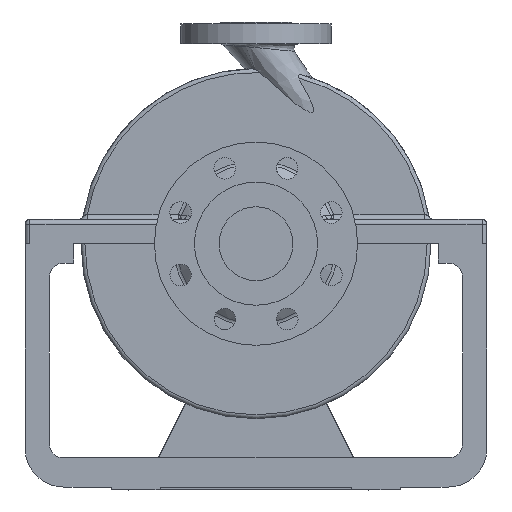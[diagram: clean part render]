
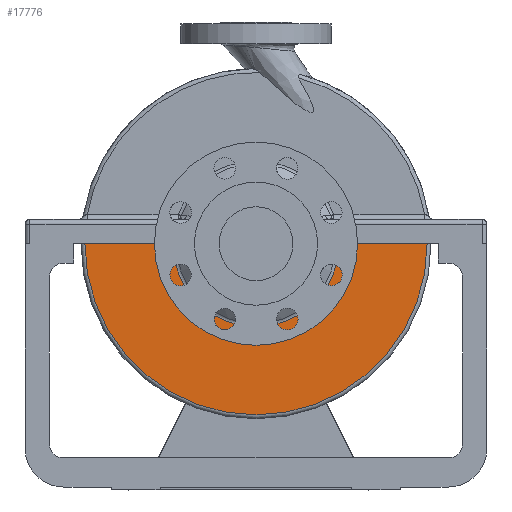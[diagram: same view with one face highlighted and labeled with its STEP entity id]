
A CAD part, front view. The second image highlights one B-rep face of the part: STEP entity #17776.
In plain terms, the highlighted planar face has unit normal (0, -1, 0).
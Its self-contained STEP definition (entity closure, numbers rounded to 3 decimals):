
#1188=CIRCLE('',#18632,85.586);
#1189=CIRCLE('',#18633,176.5);
#1734=ORIENTED_EDGE('',*,*,#5516,.T.);
#1735=ORIENTED_EDGE('',*,*,#5470,.F.);
#1736=ORIENTED_EDGE('',*,*,#5517,.T.);
#1737=ORIENTED_EDGE('',*,*,#5460,.F.);
#5460=EDGE_CURVE('',#7352,#7353,#8501,.T.);
#5470=EDGE_CURVE('',#7362,#7363,#8507,.T.);
#5516=EDGE_CURVE('',#7352,#7363,#1188,.F.);
#5517=EDGE_CURVE('',#7362,#7353,#1189,.T.);
#7352=VERTEX_POINT('',#23185);
#7353=VERTEX_POINT('',#23187);
#7362=VERTEX_POINT('',#23206);
#7363=VERTEX_POINT('',#23208);
#8501=LINE('',#23186,#9284);
#8507=LINE('',#23207,#9290);
#9284=VECTOR('',#19860,1000.);
#9290=VECTOR('',#19876,1000.);
#10099=EDGE_LOOP('',(#1734,#1735,#1736,#1737));
#11000=FACE_BOUND('',#10099,.T.);
#11871=PLANE('',#18631);
#17776=ADVANCED_FACE('',(#11000),#11871,.T.);
#18631=AXIS2_PLACEMENT_3D('',#23600,#19968,#19969);
#18632=AXIS2_PLACEMENT_3D('',#23601,#19970,#19971);
#18633=AXIS2_PLACEMENT_3D('',#23602,#19972,#19973);
#19860=DIRECTION('',(1.,0.,0.));
#19876=DIRECTION('',(1.,0.,0.));
#19968=DIRECTION('',(0.,-1.,0.));
#19969=DIRECTION('',(1.,0.,0.));
#19970=DIRECTION('',(0.,-1.,0.));
#19971=DIRECTION('',(1.,0.,0.));
#19972=DIRECTION('',(0.,-1.,0.));
#19973=DIRECTION('',(1.,0.,0.));
#23185=CARTESIAN_POINT('',(85.586,-24.,0.));
#23186=CARTESIAN_POINT('',(0.,-24.,0.));
#23187=CARTESIAN_POINT('',(176.5,-24.,0.));
#23206=CARTESIAN_POINT('',(-176.5,-24.,0.));
#23207=CARTESIAN_POINT('',(0.,-24.,0.));
#23208=CARTESIAN_POINT('',(-85.586,-24.,0.));
#23600=CARTESIAN_POINT('',(0.,-24.,83.815));
#23601=CARTESIAN_POINT('',(0.,-24.,0.));
#23602=CARTESIAN_POINT('',(0.,-24.,0.));
